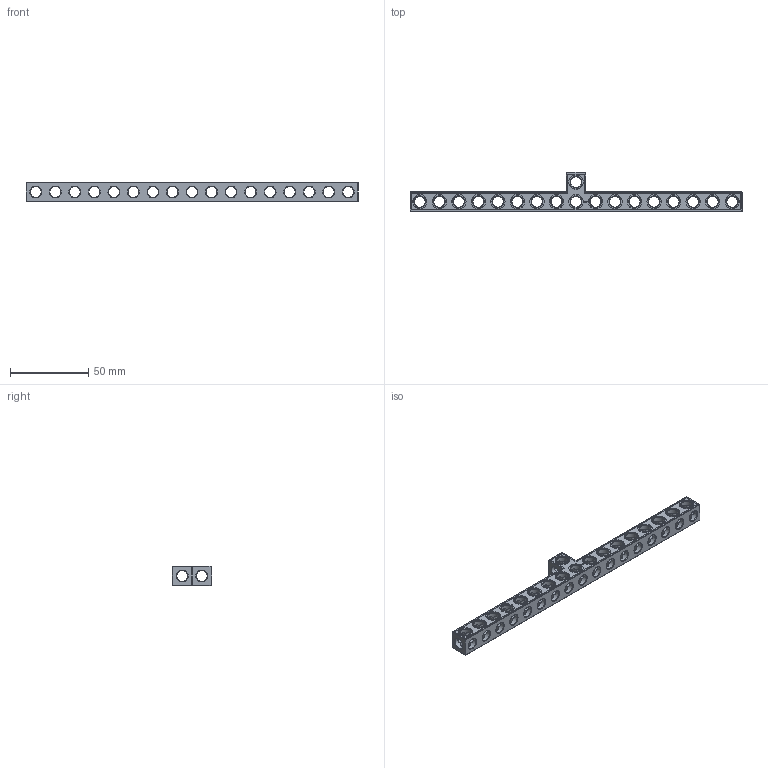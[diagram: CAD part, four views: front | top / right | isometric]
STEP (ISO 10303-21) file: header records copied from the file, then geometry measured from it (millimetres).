
FILE_DESCRIPTION(('FreeCAD Model'),'2;1');
FILE_NAME('Open CASCADE Shape Model','2022-01-28T21:52:35',( 'Paulo Kiefe'),('STEMFIE.org'),'Open CASCADE STEP processor 7.4', 'FreeCAD','Unknown');
FILE_SCHEMA(('AUTOMOTIVE_DESIGN { 1 0 10303 214 1 1 1 1 }'));
Products named in the file (1): Beam_TSH_SYM_ESS_BU17x02x01_-_SPN-BEM-1133_(stemfie.org)
Bounding box: 212.5 x 25 x 12.5 mm (x, y, z)
Volume: 17589.4 mm3; surface area: 15836.2 mm2
Topology: 1 solids, 1 shells, 751 faces, 2214 edges, 1444 vertices
Faces by surface type: plane 410, extrusion 154, cylinder 111, cone 76
Full cylindrical faces by diameter (mm): 6.98 x18, 7 x75, 9.2 x18
Entity records: 91789 total; most frequent: CARTESIAN_POINT 50423, DIRECTION 6546, VECTOR 4690, LINE 4536, ORIENTED_EDGE 4428, PCURVE 4428, DEFINITIONAL_REPRESENTATION 4428, EDGE_CURVE 2214
